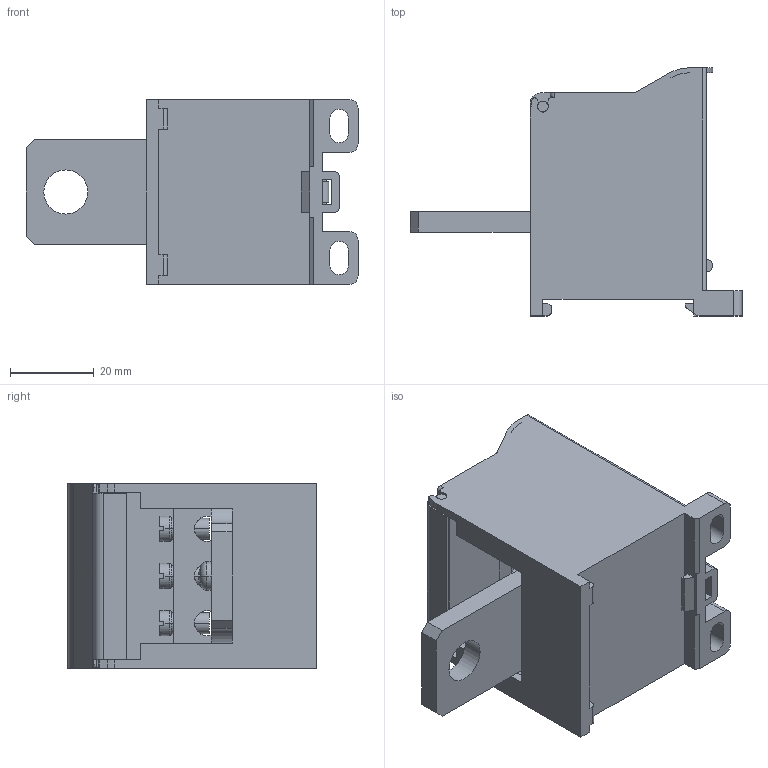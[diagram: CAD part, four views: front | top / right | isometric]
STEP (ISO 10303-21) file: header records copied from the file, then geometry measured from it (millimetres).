
FILE_DESCRIPTION((''),'2;1');
FILE_NAME('5YB576357_ASM','2023-12-04T',('dell'),(''),'PRO/ENGINEER BY PARAMETRIC TECHNOLOGY CORPORATION, 2013230','PRO/ENGINEER BY PARAMETRIC TECHNOLOGY CORPORATION, 2013230','');
FILE_SCHEMA(('AUTOMOTIVE_DESIGN { 1 0 10303 214 1 1 1 1 }'));
Length unit declared in the file: millimetre
Products named in the file (1): 5YB576357_ASM
Bounding box: 79.2 x 59.2 x 44 mm (x, y, z)
Volume: 55615.4 mm3; surface area: 26098 mm2
Topology: 1 solids, 4 shells, 409 faces, 1219 edges, 803 vertices
Faces by surface type: plane 182, cylinder 162, bspline 29, cone 18, torus 10, sphere 8
Entity records: 20637 total; most frequent: CARTESIAN_POINT 7698, ORIENTED_EDGE 2426, DIRECTION 2116, EDGE_CURVE 1213, VERTEX_POINT 803, AXIS2_PLACEMENT_3D 734, VECTOR 648, LINE 648
